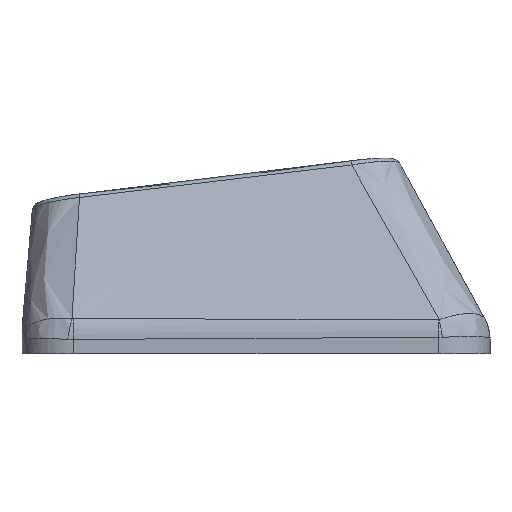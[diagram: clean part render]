
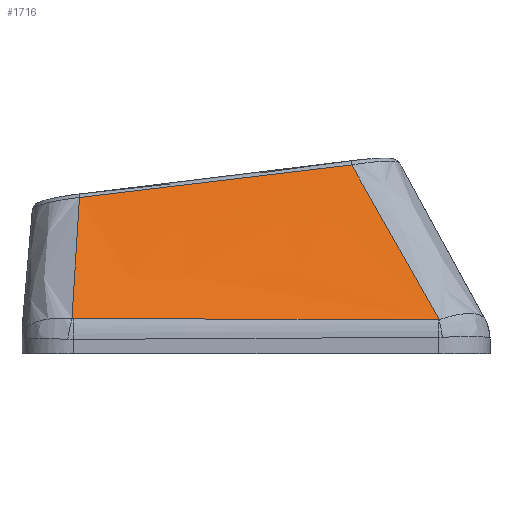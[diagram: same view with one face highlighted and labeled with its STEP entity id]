
A CAD part, left-side view. The second image highlights one B-rep face of the part: STEP entity #1716.
In plain terms, the highlighted free-form (B-spline) face has degree [3, 3] with [4, 4] control points.
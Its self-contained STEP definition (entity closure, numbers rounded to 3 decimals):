
#29=B_SPLINE_SURFACE_WITH_KNOTS('',3,3,((#3735,#3736,#3737,#3738),(#3739,
#3740,#3741,#3742),(#3743,#3744,#3745,#3746),(#3747,#3748,#3749,#3750)),
 .UNSPECIFIED.,.F.,.F.,.F.,(4,4),(4,4),(0.099,0.893),
(0.027,0.951),.UNSPECIFIED.);
#319=FACE_OUTER_BOUND('',#402,.T.);
#402=EDGE_LOOP('',(#1348,#1349,#1350,#1351,#1352,#1353));
#550=B_SPLINE_CURVE_WITH_KNOTS('',3,(#3413,#3414,#3415,#3416),
 .UNSPECIFIED.,.F.,.F.,(4,4),(0.,0.004),
 .UNSPECIFIED.);
#552=B_SPLINE_CURVE_WITH_KNOTS('',3,(#3440,#3441,#3442,#3443),
 .UNSPECIFIED.,.F.,.F.,(4,4),(0.,1.416),.UNSPECIFIED.);
#554=B_SPLINE_CURVE_WITH_KNOTS('',3,(#3467,#3468,#3469,#3470),
 .UNSPECIFIED.,.F.,.F.,(4,4),(0.,0.006),
 .UNSPECIFIED.);
#569=B_SPLINE_CURVE_WITH_KNOTS('',3,(#3752,#3753,#3754,#3755),
 .UNSPECIFIED.,.F.,.F.,(4,4),(0.022,0.777),
 .UNSPECIFIED.);
#570=B_SPLINE_CURVE_WITH_KNOTS('',3,(#3757,#3758,#3759,#3760),
 .UNSPECIFIED.,.F.,.F.,(4,4),(-1.064,0.),
 .UNSPECIFIED.);
#571=B_SPLINE_CURVE_WITH_KNOTS('',3,(#3761,#3762,#3763,#3764),
 .UNSPECIFIED.,.F.,.F.,(4,4),(-0.578,-0.019),
 .UNSPECIFIED.);
#754=VERTEX_POINT('',#3375);
#756=VERTEX_POINT('',#3406);
#758=VERTEX_POINT('',#3433);
#760=VERTEX_POINT('',#3460);
#776=VERTEX_POINT('',#3751);
#777=VERTEX_POINT('',#3756);
#986=EDGE_CURVE('',#754,#756,#550,.T.);
#989=EDGE_CURVE('',#756,#758,#552,.T.);
#992=EDGE_CURVE('',#758,#760,#554,.T.);
#1016=EDGE_CURVE('',#776,#754,#569,.T.);
#1017=EDGE_CURVE('',#777,#776,#570,.T.);
#1018=EDGE_CURVE('',#760,#777,#571,.T.);
#1348=ORIENTED_EDGE('',*,*,#992,.F.);
#1349=ORIENTED_EDGE('',*,*,#989,.F.);
#1350=ORIENTED_EDGE('',*,*,#986,.F.);
#1351=ORIENTED_EDGE('',*,*,#1016,.F.);
#1352=ORIENTED_EDGE('',*,*,#1017,.F.);
#1353=ORIENTED_EDGE('',*,*,#1018,.F.);
#1716=ADVANCED_FACE('',(#319),#29,.T.);
#3375=CARTESIAN_POINT('',(-13.679,-7.115,0.322));
#3406=CARTESIAN_POINT('',(-13.681,-7.077,0.319));
#3413=CARTESIAN_POINT('Ctrl Pts',(-13.679,-7.115,0.322));
#3414=CARTESIAN_POINT('Ctrl Pts',(-13.68,-7.103,0.32));
#3415=CARTESIAN_POINT('Ctrl Pts',(-13.681,-7.09,0.319));
#3416=CARTESIAN_POINT('Ctrl Pts',(-13.681,-7.077,0.319));
#3433=CARTESIAN_POINT('',(-13.605,7.086,0.37));
#3440=CARTESIAN_POINT('Ctrl Pts',(-13.681,-7.077,0.319));
#3441=CARTESIAN_POINT('Ctrl Pts',(-13.662,-2.356,0.335));
#3442=CARTESIAN_POINT('Ctrl Pts',(-13.638,2.365,0.352));
#3443=CARTESIAN_POINT('Ctrl Pts',(-13.605,7.086,0.37));
#3460=CARTESIAN_POINT('',(-13.602,7.142,0.375));
#3467=CARTESIAN_POINT('Ctrl Pts',(-13.605,7.086,0.37));
#3468=CARTESIAN_POINT('Ctrl Pts',(-13.605,7.105,0.37));
#3469=CARTESIAN_POINT('Ctrl Pts',(-13.604,7.124,0.372));
#3470=CARTESIAN_POINT('Ctrl Pts',(-13.602,7.142,0.375));
#3735=CARTESIAN_POINT('Ctrl Pts',(-10.601,-4.096,6.376));
#3736=CARTESIAN_POINT('Ctrl Pts',(-11.627,-5.103,4.357));
#3737=CARTESIAN_POINT('Ctrl Pts',(-12.654,-6.11,2.338));
#3738=CARTESIAN_POINT('Ctrl Pts',(-13.681,-7.117,0.319));
#3739=CARTESIAN_POINT('Ctrl Pts',(-10.601,-0.349,
5.932));
#3740=CARTESIAN_POINT('Ctrl Pts',(-11.627,-1.021,4.054));
#3741=CARTESIAN_POINT('Ctrl Pts',(-12.654,-1.692,2.176));
#3742=CARTESIAN_POINT('Ctrl Pts',(-13.681,-2.364,0.297));
#3743=CARTESIAN_POINT('Ctrl Pts',(-10.601,3.397,5.489));
#3744=CARTESIAN_POINT('Ctrl Pts',(-11.627,3.061,3.751));
#3745=CARTESIAN_POINT('Ctrl Pts',(-12.654,2.725,2.013));
#3746=CARTESIAN_POINT('Ctrl Pts',(-13.681,2.389,0.275));
#3747=CARTESIAN_POINT('Ctrl Pts',(-10.601,7.144,5.045));
#3748=CARTESIAN_POINT('Ctrl Pts',(-11.627,7.143,3.447));
#3749=CARTESIAN_POINT('Ctrl Pts',(-12.654,7.143,1.85));
#3750=CARTESIAN_POINT('Ctrl Pts',(-13.681,7.142,0.253));
#3751=CARTESIAN_POINT('',(-10.601,-3.712,6.331));
#3752=CARTESIAN_POINT('Ctrl Pts',(-10.601,-3.712,6.331));
#3753=CARTESIAN_POINT('Ctrl Pts',(-11.634,-4.853,4.333));
#3754=CARTESIAN_POINT('Ctrl Pts',(-12.658,-5.986,2.329));
#3755=CARTESIAN_POINT('Ctrl Pts',(-13.679,-7.115,0.322));
#3756=CARTESIAN_POINT('',(-10.609,6.85,5.067));
#3757=CARTESIAN_POINT('Ctrl Pts',(-10.609,6.85,5.067));
#3758=CARTESIAN_POINT('Ctrl Pts',(-10.606,3.329,5.486));
#3759=CARTESIAN_POINT('Ctrl Pts',(-10.604,-0.192,
5.908));
#3760=CARTESIAN_POINT('Ctrl Pts',(-10.601,-3.712,6.331));
#3761=CARTESIAN_POINT('Ctrl Pts',(-13.602,7.142,0.375));
#3762=CARTESIAN_POINT('Ctrl Pts',(-12.599,7.037,1.937));
#3763=CARTESIAN_POINT('Ctrl Pts',(-11.6,6.938,3.501));
#3764=CARTESIAN_POINT('Ctrl Pts',(-10.609,6.85,5.067));
